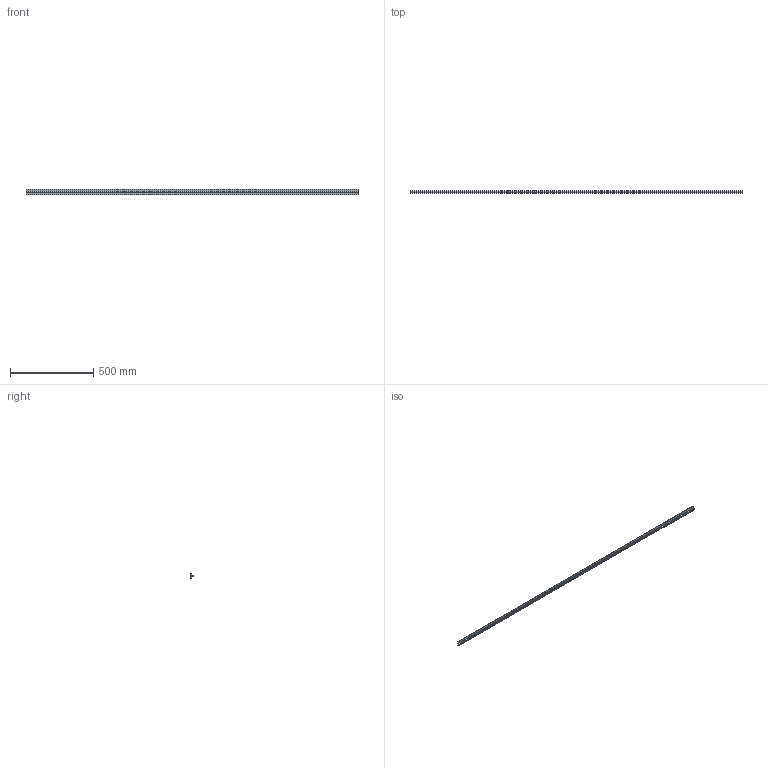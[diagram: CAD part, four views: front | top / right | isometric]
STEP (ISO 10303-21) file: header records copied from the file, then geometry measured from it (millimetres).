
FILE_DESCRIPTION( ( 'STEP AP214' ), '1' );
FILE_NAME( 'K1056.081321.stp', '2020-12-10T09:31:43', ( '' ), ( '' ), ' ', 'PARTsolutions', ' ' );
FILE_SCHEMA( ( 'AUTOMOTIVE_DESIGN { 1 0 10303 214 1 1 1 1 }' ) );
Length unit declared in the file: millimetre
Products named in the file (1): _K1056.081321
Bounding box: 2000 x 12.8 x 32 mm (x, y, z)
Volume: 305709.4 mm3; surface area: 206431.1 mm2
Topology: 1 solids, 1 shells, 25 faces, 69 edges, 46 vertices
Faces by surface type: plane 17, cylinder 8
Entity records: 1015 total; most frequent: CARTESIAN_POINT 141, ORIENTED_EDGE 138, DIRECTION 137, EDGE_CURVE 69, LINE 53, VECTOR 53, VERTEX_POINT 46, AXIS2_PLACEMENT_3D 42
